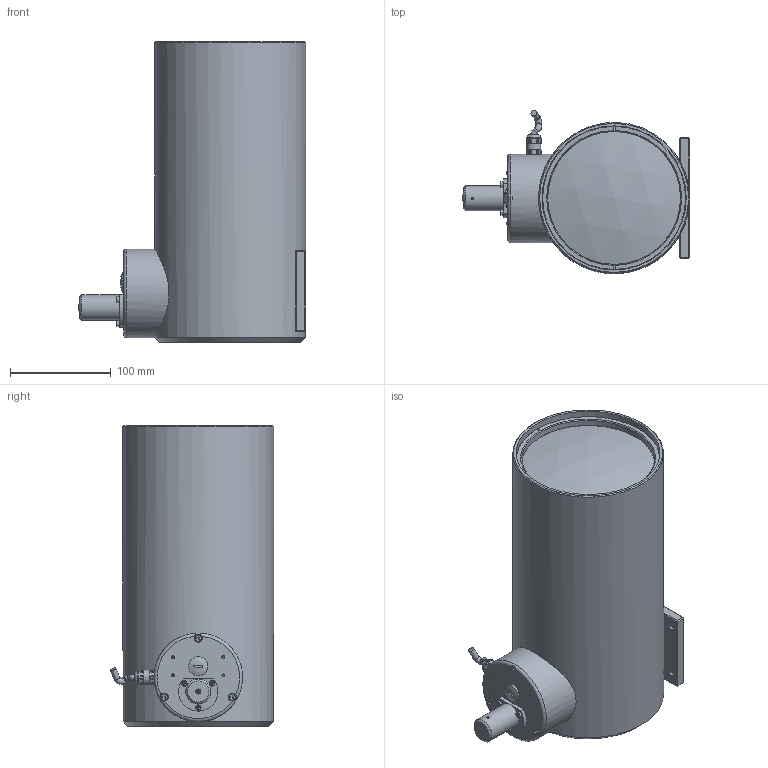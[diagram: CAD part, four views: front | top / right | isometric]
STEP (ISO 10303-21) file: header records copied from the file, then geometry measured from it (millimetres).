
FILE_DESCRIPTION(/* description */ ('>>BEZEICHNUNG<<'),/* implementation_level */ '2;1');
FILE_NAME(/* name */ 'vicolux_TZB130.stp',/* time_stamp */ '2015-04-14T11:43:56+02:00',/* author */ ('REGENSPURG'),/* organization */ ('Vision & Control'),/* preprocessor_version */ 'ST-DEVELOPER v15.2',/* originating_system */ 'Autodesk Inventor 2014',/* authorisation */ '');
FILE_SCHEMA (('AUTOMOTIVE_DESIGN { 1 0 10303 214 3 1 1 }'));
Length unit declared in the file: millimetre
Products named in the file (1): vicolux_TZB130
Bounding box: 225.74 x 162.32 x 298.5 mm (x, y, z)
Volume: 5408063.2 mm3; surface area: 210260 mm2
Topology: 1 solids, 1 shells, 362 faces, 894 edges, 563 vertices
Faces by surface type: plane 202, cylinder 87, cone 53, torus 18, sphere 2
Full cylindrical faces by diameter (mm): 1.57 x1, 2.46 x1, 3 x4, 4.92 x4, 5 x1, 5.5 x3, 6 x3, 7 x10, 8 x10, 14 x2, 19 x1, 25 x1, 88 x1, 132 x1, 143.19 x1, 150 x1
Entity records: 11177 total; most frequent: CARTESIAN_POINT 3228, ORIENTED_EDGE 1550, DIRECTION 1446, EDGE_CURVE 775, AXIS2_PLACEMENT_3D 552, VERTEX_POINT 535, EDGE_LOOP 492, STYLED_ITEM 363
